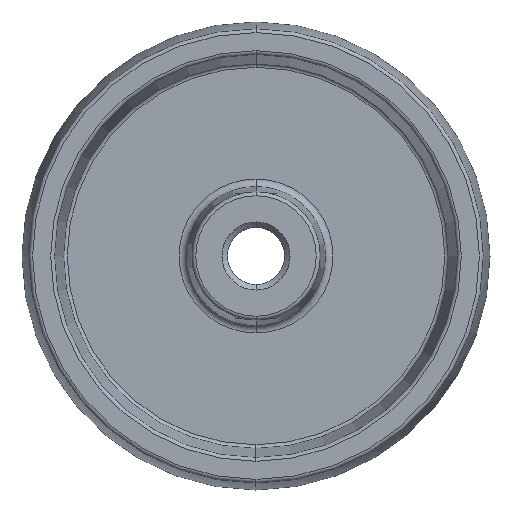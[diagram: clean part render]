
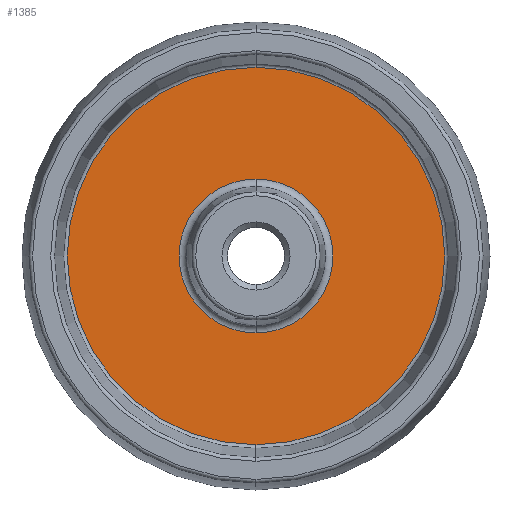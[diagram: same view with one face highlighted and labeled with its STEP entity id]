
A CAD part, left-side view. The second image highlights one B-rep face of the part: STEP entity #1385.
In plain terms, the highlighted planar face has unit normal (-1, 0, 0).
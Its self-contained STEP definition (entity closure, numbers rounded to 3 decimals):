
#18 = CIRCLE ( 'NONE', #1755, 20.555 ) ;
#30 = VERTEX_POINT ( 'NONE', #1770 ) ;
#45 = ORIENTED_EDGE ( 'NONE', *, *, #966, .T. ) ;
#89 = DIRECTION ( 'NONE',  ( -1., 0., 0. ) ) ;
#152 = VERTEX_POINT ( 'NONE', #298 ) ;
#159 = ORIENTED_EDGE ( 'NONE', *, *, #1107, .T. ) ;
#178 = DIRECTION ( 'NONE',  ( 1., 0., 0. ) ) ;
#216 = FACE_OUTER_BOUND ( 'NONE', #715, .T. ) ;
#241 = CARTESIAN_POINT ( 'NONE',  ( -5., 0., 0. ) ) ;
#248 = CIRCLE ( 'NONE', #276, 20.555 ) ;
#276 = AXIS2_PLACEMENT_3D ( 'NONE', #1031, #1698, #1016 ) ;
#298 = CARTESIAN_POINT ( 'NONE',  ( -5., 0., -50.417 ) ) ;
#444 = CARTESIAN_POINT ( 'NONE',  ( -5., 0., 0. ) ) ;
#505 = CARTESIAN_POINT ( 'NONE',  ( -5., 0., 0. ) ) ;
#509 = PLANE ( 'NONE',  #1498 ) ;
#555 = DIRECTION ( 'NONE',  ( -1., 0., 0. ) ) ;
#587 = VERTEX_POINT ( 'NONE', #1037 ) ;
#609 = AXIS2_PLACEMENT_3D ( 'NONE', #444, #555, #1227 ) ;
#673 = EDGE_LOOP ( 'NONE', ( #1012, #159 ) ) ;
#694 = DIRECTION ( 'NONE',  ( -1., 0., 0. ) ) ;
#715 = EDGE_LOOP ( 'NONE', ( #1184, #45 ) ) ;
#823 = DIRECTION ( 'NONE',  ( 0., 0., 1. ) ) ;
#966 = EDGE_CURVE ( 'NONE', #152, #30, #1251, .T. ) ;
#1012 = ORIENTED_EDGE ( 'NONE', *, *, #1701, .T. ) ;
#1016 = DIRECTION ( 'NONE',  ( 0., 0., 1. ) ) ;
#1031 = CARTESIAN_POINT ( 'NONE',  ( -5., 0., 0. ) ) ;
#1037 = CARTESIAN_POINT ( 'NONE',  ( -5., 0., 20.555 ) ) ;
#1107 = EDGE_CURVE ( 'NONE', #1529, #587, #248, .T. ) ;
#1149 = CIRCLE ( 'NONE', #609, 50.417 ) ;
#1184 = ORIENTED_EDGE ( 'NONE', *, *, #1586, .T. ) ;
#1227 = DIRECTION ( 'NONE',  ( 0., 0., 1. ) ) ;
#1251 = CIRCLE ( 'NONE', #1497, 50.417 ) ;
#1284 = DIRECTION ( 'NONE',  ( 0., 0., 1. ) ) ;
#1344 = CARTESIAN_POINT ( 'NONE',  ( -5., 0., -20.555 ) ) ;
#1385 = ADVANCED_FACE ( 'NONE', ( #1593, #216 ), #509, .T. ) ;
#1497 = AXIS2_PLACEMENT_3D ( 'NONE', #241, #89, #1731 ) ;
#1498 = AXIS2_PLACEMENT_3D ( 'NONE', #1637, #694, #823 ) ;
#1529 = VERTEX_POINT ( 'NONE', #1344 ) ;
#1586 = EDGE_CURVE ( 'NONE', #30, #152, #1149, .T. ) ;
#1593 = FACE_BOUND ( 'NONE', #673, .T. ) ;
#1637 = CARTESIAN_POINT ( 'NONE',  ( -5., 51.25, 0. ) ) ;
#1698 = DIRECTION ( 'NONE',  ( 1., 0., 0. ) ) ;
#1701 = EDGE_CURVE ( 'NONE', #587, #1529, #18, .T. ) ;
#1731 = DIRECTION ( 'NONE',  ( 0., 0., 1. ) ) ;
#1755 = AXIS2_PLACEMENT_3D ( 'NONE', #505, #178, #1284 ) ;
#1770 = CARTESIAN_POINT ( 'NONE',  ( -5., 0., 50.417 ) ) ;
